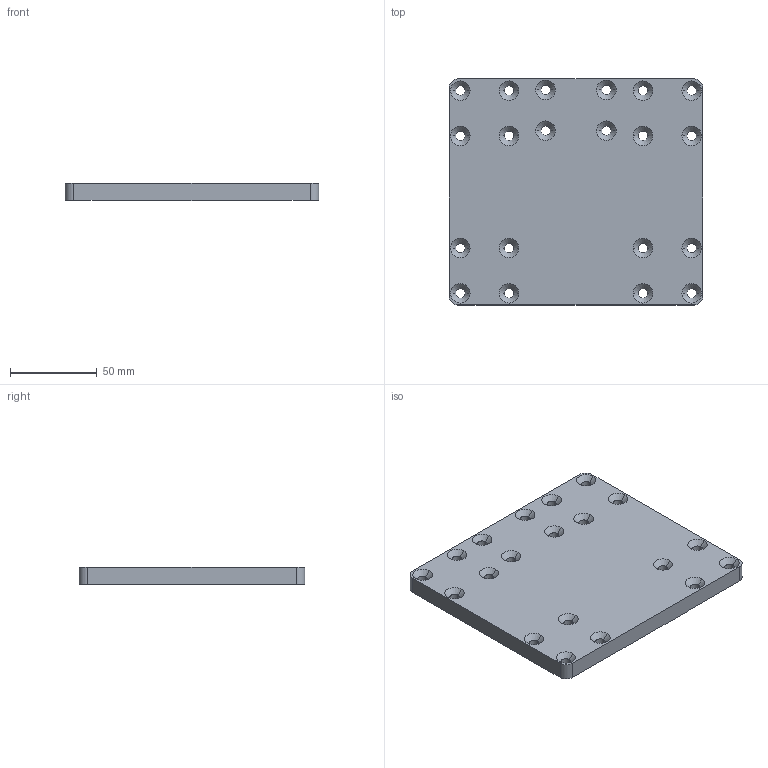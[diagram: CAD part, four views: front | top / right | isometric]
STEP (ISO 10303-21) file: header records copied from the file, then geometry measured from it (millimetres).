
FILE_DESCRIPTION (( 'STEP AP203' ), '1' );
FILE_NAME ('Plaque descente axe z.STEP', '2019-02-13T22:28:48', ( 'Stéphane' ), ( '' ), 'SwSTEP 2.0', 'SolidWorks 2013', '' );
FILE_SCHEMA (( 'CONFIG_CONTROL_DESIGN' ));
Length unit declared in the file: millimetre
Products named in the file (1): Plaque descente axe z
Bounding box: 146 x 130 x 10.25 mm (x, y, z)
Volume: 184579.2 mm3; surface area: 45598.9 mm2
Topology: 1 solids, 1 shells, 94 faces, 236 edges, 144 vertices
Faces by surface type: cylinder 44, cone 40, plane 10
Entity records: 2985 total; most frequent: DIRECTION 554, CARTESIAN_POINT 475, ORIENTED_EDGE 472, EDGE_CURVE 236, AXIS2_PLACEMENT_3D 223, VERTEX_POINT 144, EDGE_LOOP 134, CIRCLE 128
